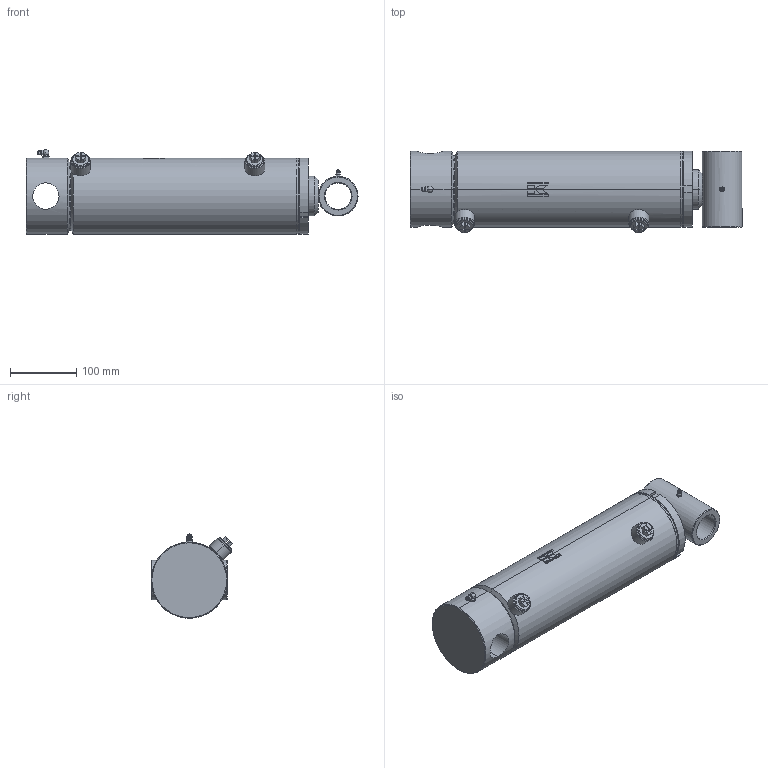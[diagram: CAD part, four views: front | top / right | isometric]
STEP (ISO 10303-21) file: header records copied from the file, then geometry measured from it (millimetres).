
FILE_DESCRIPTION (( 'STEP AP214' ), '1' );
FILE_NAME ('CFGCY0079585-Cylinder.step', '2026-03-06T08:23:14', ( 'Kramp IT' ), ( 'Kramp' ), 'SwSTEP 2.0', 'SolidWorks 2025', '' );
FILE_SCHEMA (( 'AUTOMOTIVE_DESIGN' ));
Length unit declared in the file: millimetre
Products named in the file (22): CFGCY0079585-Cylinder; ATT-NONE; ENDCAP100HOLE; MATE-AID; Rod_Simplified; SP08M; GN6190; Tube_Simplified; Rod-WA_Simplified; Tube-MA_Simplified; BUSHVM-RD; DS2910013060VM_Simplified; GN61180; Tube-WA_Simplified; DS2910004VM_Simplified; DS2910004_Simplified; LSN08E; SPACER_SPACER; DC39BEVD100B; DS2910013060_Simplified; BUSH-RD; DS2909015
Assembly tree (21 placements, depth 4):
  CFGCY0079585-Cylinder
    Tube-WA_Simplified
      Tube-MA_Simplified
        Tube_Simplified
        LSN08E
      LSN08E
      DC39BEVD100B
        ENDCAP100HOLE
    Rod-WA_Simplified
      Rod_Simplified
      BUSHVM-RD
        BUSH-RD
    DS2910013060VM_Simplified
      DS2910013060_Simplified
    DS2910004VM_Simplified
      DS2910004_Simplified
    DS2909015
    SPACER_SPACER
    SP08M  x2
    GN6190
    GN61180
  ATT-NONE
  MATE-AID
Bounding box: 502 x 123.26 x 127.5 mm (x, y, z)
Volume: 3453979.5 mm3; surface area: 523033.7 mm2
Topology: 14 solids, 14 shells, 409 faces, 918 edges, 578 vertices
Faces by surface type: plane 162, cylinder 125, cone 86, torus 26, sphere 6, bspline 4
Entity records: 10519 total; most frequent: CARTESIAN_POINT 2459, DIRECTION 1706, ORIENTED_EDGE 1442, EDGE_CURVE 721, AXIS2_PLACEMENT_3D 677, VERTEX_POINT 453, EDGE_LOOP 384, LINE 352
